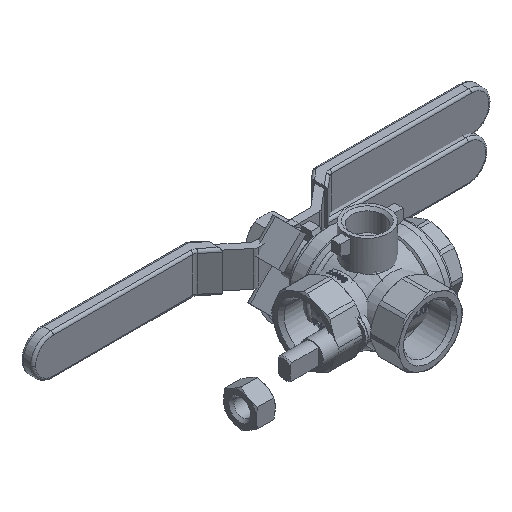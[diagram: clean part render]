
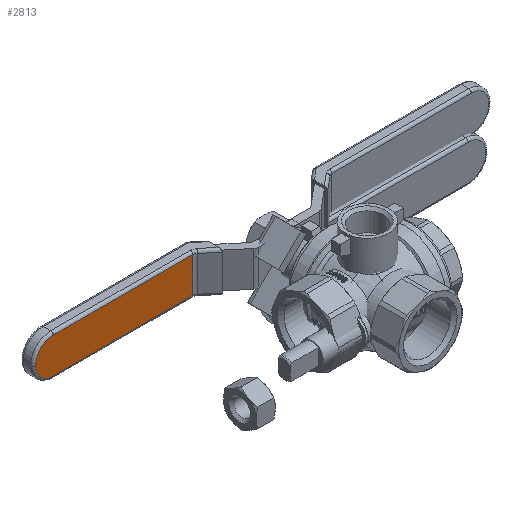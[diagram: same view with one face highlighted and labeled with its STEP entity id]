
A CAD part, isometric view. The second image highlights one B-rep face of the part: STEP entity #2813.
In plain terms, the highlighted planar face has unit normal (0, -1, 0).
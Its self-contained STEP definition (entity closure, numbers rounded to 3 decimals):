
#2813 = ADVANCED_FACE( '', ( #5803 ), #5804, .T. );
#5803 = FACE_OUTER_BOUND( '', #9061, .T. );
#5804 = PLANE( '', #9062 );
#9061 = EDGE_LOOP( '', ( #17528, #17529, #17530, #17531, #17532 ) );
#9062 = AXIS2_PLACEMENT_3D( '', #17533, #17534, #17535 );
#17528 = ORIENTED_EDGE( '', *, *, #20257, .F. );
#17529 = ORIENTED_EDGE( '', *, *, #21140, .F. );
#17530 = ORIENTED_EDGE( '', *, *, #20904, .T. );
#17531 = ORIENTED_EDGE( '', *, *, #18659, .T. );
#17532 = ORIENTED_EDGE( '', *, *, #20767, .T. );
#17533 = CARTESIAN_POINT( '', ( 87.5, 39.5, -14. ) );
#17534 = DIRECTION( '', ( 0., -1., 0. ) );
#17535 = DIRECTION( '', ( -1., 0., 0. ) );
#18659 = EDGE_CURVE( '', #22532, #22536, #22538, .T. );
#20257 = EDGE_CURVE( '', #25076, #25077, #25078, .T. );
#20767 = EDGE_CURVE( '', #22536, #25077, #25750, .T. );
#20904 = EDGE_CURVE( '', #25915, #22532, #25916, .T. );
#21140 = EDGE_CURVE( '', #25915, #25076, #26198, .T. );
#22532 = VERTEX_POINT( '', #28115 );
#22536 = VERTEX_POINT( '', #28120 );
#22538 = LINE( '', #28122, #28123 );
#25076 = VERTEX_POINT( '', #31547 );
#25077 = VERTEX_POINT( '', #31548 );
#25078 = CIRCLE( '', #31549, 7. );
#25750 = LINE( '', #32694, #32695 );
#25915 = VERTEX_POINT( '', #33126 );
#25916 = LINE( '', #33127, #33128 );
#26198 = CIRCLE( '', #33545, 7. );
#28115 = CARTESIAN_POINT( '', ( 24.207, 39.5, -7. ) );
#28120 = CARTESIAN_POINT( '', ( 24.207, 39.5, -21. ) );
#28122 = CARTESIAN_POINT( '', ( 24.207, 39.5, -14. ) );
#28123 = VECTOR( '', #35132, 1000. );
#31547 = CARTESIAN_POINT( '', ( 86.5, 39.5, -14. ) );
#31548 = CARTESIAN_POINT( '', ( 79.5, 39.5, -21. ) );
#31549 = AXIS2_PLACEMENT_3D( '', #37687, #37688, #37689 );
#32694 = CARTESIAN_POINT( '', ( 51.853, 39.5, -21. ) );
#32695 = VECTOR( '', #38200, 1000. );
#33126 = CARTESIAN_POINT( '', ( 79.5, 39.5, -7. ) );
#33127 = CARTESIAN_POINT( '', ( 51.854, 39.5, -7. ) );
#33128 = VECTOR( '', #38336, 1000. );
#33545 = AXIS2_PLACEMENT_3D( '', #38628, #38629, #38630 );
#35132 = DIRECTION( '', ( 0., 0., -1. ) );
#37687 = CARTESIAN_POINT( '', ( 79.5, 39.5, -14. ) );
#37688 = DIRECTION( '', ( 0., 1., 0. ) );
#37689 = DIRECTION( '', ( 1., 0., 0. ) );
#38200 = DIRECTION( '', ( 1., 0., 0. ) );
#38336 = DIRECTION( '', ( -1., 0., 0. ) );
#38628 = CARTESIAN_POINT( '', ( 79.5, 39.5, -14. ) );
#38629 = DIRECTION( '', ( 0., 1., 0. ) );
#38630 = DIRECTION( '', ( 0., 0., 1. ) );
